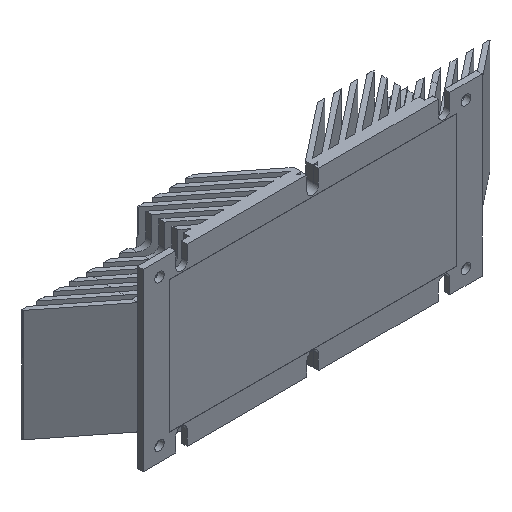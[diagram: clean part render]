
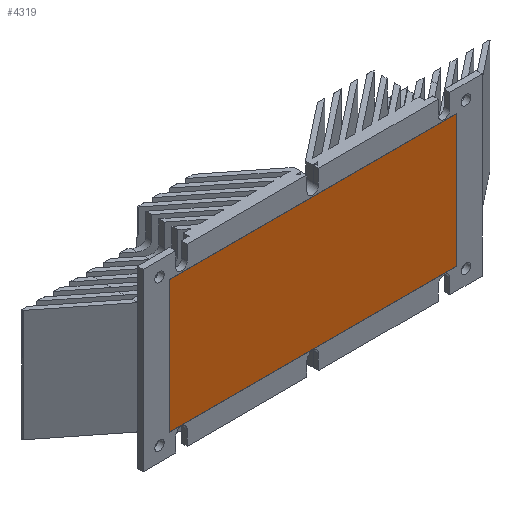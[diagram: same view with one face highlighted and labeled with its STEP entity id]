
A CAD part, isometric view. The second image highlights one B-rep face of the part: STEP entity #4319.
In plain terms, the highlighted planar face has unit normal (0, -1, 0).
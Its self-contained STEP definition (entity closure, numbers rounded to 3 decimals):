
#147=FACE_OUTER_BOUND('',#359,.T.);
#359=EDGE_LOOP('',(#2693,#2694,#2695,#2696));
#582=LINE('',#5982,#1118);
#588=LINE('',#5995,#1124);
#589=LINE('',#5996,#1125);
#590=LINE('',#5997,#1126);
#1118=VECTOR('',#4851,1000.);
#1124=VECTOR('',#4861,1000.);
#1125=VECTOR('',#4862,1000.);
#1126=VECTOR('',#4863,1000.);
#1654=VERTEX_POINT('',#5979);
#1655=VERTEX_POINT('',#5981);
#1659=VERTEX_POINT('',#5993);
#1660=VERTEX_POINT('',#5994);
#2066=EDGE_CURVE('',#1655,#1654,#582,.T.);
#2072=EDGE_CURVE('',#1659,#1660,#588,.T.);
#2073=EDGE_CURVE('',#1660,#1655,#589,.T.);
#2074=EDGE_CURVE('',#1654,#1659,#590,.T.);
#2693=ORIENTED_EDGE('',*,*,#2072,.T.);
#2694=ORIENTED_EDGE('',*,*,#2073,.T.);
#2695=ORIENTED_EDGE('',*,*,#2066,.T.);
#2696=ORIENTED_EDGE('',*,*,#2074,.T.);
#3927=PLANE('',#4552);
#4319=ADVANCED_FACE('',(#147),#3927,.T.);
#4552=AXIS2_PLACEMENT_3D('',#5992,#4859,#4860);
#4851=DIRECTION('',(0.,0.,-1.));
#4859=DIRECTION('center_axis',(0.,-1.,0.));
#4860=DIRECTION('ref_axis',(0.,0.,-1.));
#4861=DIRECTION('',(0.,0.,1.));
#4862=DIRECTION('',(-1.,0.,0.));
#4863=DIRECTION('',(1.,0.,0.));
#5979=CARTESIAN_POINT('',(-50.,-0.15,-53.5));
#5981=CARTESIAN_POINT('',(-50.,-0.15,-7.5));
#5982=CARTESIAN_POINT('',(-50.,-0.15,-30.5));
#5992=CARTESIAN_POINT('Origin',(-50.,-0.15,-7.5));
#5993=CARTESIAN_POINT('',(50.,-0.15,-53.5));
#5994=CARTESIAN_POINT('',(50.,-0.15,-7.5));
#5995=CARTESIAN_POINT('',(50.,-0.15,-30.5));
#5996=CARTESIAN_POINT('',(0.,-0.15,-7.5));
#5997=CARTESIAN_POINT('',(0.,-0.15,-53.5));
